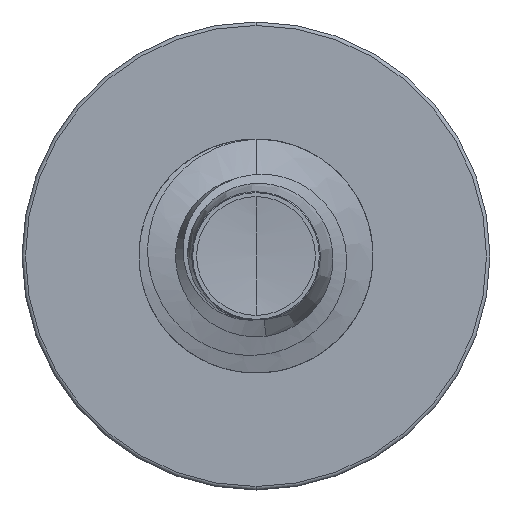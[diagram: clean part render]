
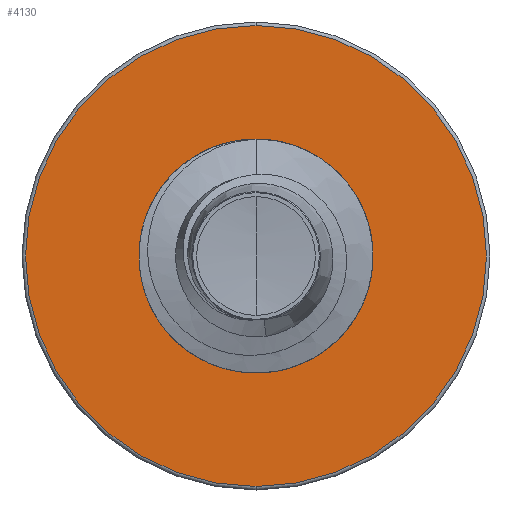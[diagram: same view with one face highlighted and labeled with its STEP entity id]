
A CAD part, front view. The second image highlights one B-rep face of the part: STEP entity #4130.
In plain terms, the highlighted planar face has unit normal (0, -1, 0).
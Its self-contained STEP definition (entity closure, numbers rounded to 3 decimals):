
#228 = VERTEX_POINT ( 'NONE', #1778 ) ;
#307 = CARTESIAN_POINT ( 'NONE',  ( 0., 7.5, 0. ) ) ;
#448 = ORIENTED_EDGE ( 'NONE', *, *, #1143, .F. ) ;
#533 = VERTEX_POINT ( 'NONE', #6952 ) ;
#1143 = EDGE_CURVE ( 'NONE', #1741, #228, #4868, .T. ) ;
#1294 = CIRCLE ( 'NONE', #6452, 3.448 ) ;
#1346 = DIRECTION ( 'NONE',  ( 0., 1., 0. ) ) ;
#1741 = VERTEX_POINT ( 'NONE', #8775 ) ;
#1778 = CARTESIAN_POINT ( 'NONE',  ( 0., 7.5, 3.448 ) ) ;
#2058 = AXIS2_PLACEMENT_3D ( 'NONE', #307, #3645, #4064 ) ;
#2700 = ORIENTED_EDGE ( 'NONE', *, *, #6994, .T. ) ;
#3306 = DIRECTION ( 'NONE',  ( 0., 1., 0. ) ) ;
#3645 = DIRECTION ( 'NONE',  ( 0., 1., 0. ) ) ;
#3811 = DIRECTION ( 'NONE',  ( 0., 1., 0. ) ) ;
#3899 = CIRCLE ( 'NONE', #8663, 1.572 ) ;
#4064 = DIRECTION ( 'NONE',  ( 0., 0., 1. ) ) ;
#4130 = ADVANCED_FACE ( 'NONE', ( #10028, #5412 ), #4753, .F. ) ;
#4643 = EDGE_LOOP ( 'NONE', ( #8026, #2700 ) ) ;
#4753 = PLANE ( 'NONE',  #6754 ) ;
#4868 = CIRCLE ( 'NONE', #2058, 3.448 ) ;
#5412 = FACE_BOUND ( 'NONE', #4643, .T. ) ;
#5615 = DIRECTION ( 'NONE',  ( 0., 0., 1. ) ) ;
#6452 = AXIS2_PLACEMENT_3D ( 'NONE', #9036, #3811, #9900 ) ;
#6576 = CARTESIAN_POINT ( 'NONE',  ( 0., 7.5, 0. ) ) ;
#6754 = AXIS2_PLACEMENT_3D ( 'NONE', #9102, #9931, #5615 ) ;
#6952 = CARTESIAN_POINT ( 'NONE',  ( 0., 7.5, -1.572 ) ) ;
#6994 = EDGE_CURVE ( 'NONE', #533, #7892, #3899, .T. ) ;
#7227 = ORIENTED_EDGE ( 'NONE', *, *, #7505, .F. ) ;
#7458 = DIRECTION ( 'NONE',  ( 0., 0., 1. ) ) ;
#7505 = EDGE_CURVE ( 'NONE', #228, #1741, #1294, .T. ) ;
#7512 = CARTESIAN_POINT ( 'NONE',  ( 0., 7.5, 1.572 ) ) ;
#7892 = VERTEX_POINT ( 'NONE', #7512 ) ;
#8026 = ORIENTED_EDGE ( 'NONE', *, *, #8751, .T. ) ;
#8537 = CARTESIAN_POINT ( 'NONE',  ( 0., 7.5, 0. ) ) ;
#8663 = AXIS2_PLACEMENT_3D ( 'NONE', #8537, #3306, #9407 ) ;
#8751 = EDGE_CURVE ( 'NONE', #7892, #533, #10142, .T. ) ;
#8775 = CARTESIAN_POINT ( 'NONE',  ( 0., 7.5, -3.447 ) ) ;
#9036 = CARTESIAN_POINT ( 'NONE',  ( 0., 7.5, 0. ) ) ;
#9102 = CARTESIAN_POINT ( 'NONE',  ( 0., 7.5, -1.572 ) ) ;
#9407 = DIRECTION ( 'NONE',  ( 0., 0., 1. ) ) ;
#9520 = EDGE_LOOP ( 'NONE', ( #7227, #448 ) ) ;
#9900 = DIRECTION ( 'NONE',  ( 0., 0., 1. ) ) ;
#9931 = DIRECTION ( 'NONE',  ( 0., 1., 0. ) ) ;
#10028 = FACE_OUTER_BOUND ( 'NONE', #9520, .T. ) ;
#10142 = CIRCLE ( 'NONE', #10893, 1.572 ) ;
#10893 = AXIS2_PLACEMENT_3D ( 'NONE', #6576, #1346, #7458 ) ;
